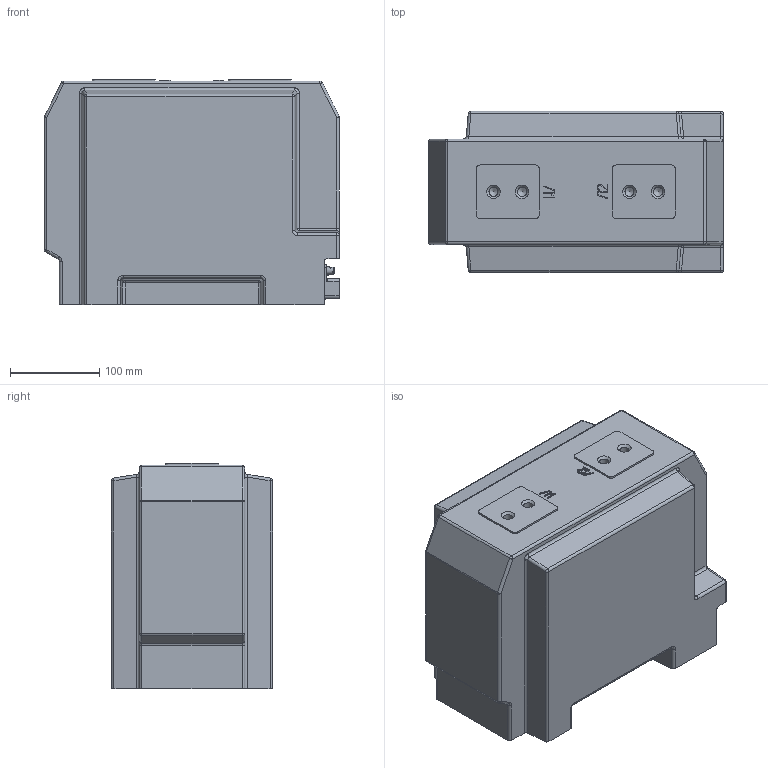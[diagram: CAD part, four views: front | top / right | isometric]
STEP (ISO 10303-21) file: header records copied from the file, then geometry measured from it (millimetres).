
FILE_DESCRIPTION(('STEP AP242'), '1');
FILE_NAME('ÒËÎ Ì9 ÀÑ 60õ70', '', ('UNSPECIFIED'), ('UNSPECIFIED'), 'ASCON STEP Converter 1.6', 'ASCON Math Kernel', '');
FILE_SCHEMA(('AP242_MANAGED_MODEL_BASED_3D_ENGINEERING_MIM_LF { 1 0 10303 442 1 1 4 }'));
Length unit declared in the file: millimetre
Products named in the file (11): Âòóëêà Ì6 âòîðè÷êà; Âòóëêà Ì5 ïîä êðûøêó; Âòóëêà êðåïåæ Ì12
Assembly tree (34 placements, depth 3):
  (unnamed)
    Âòóëêà Ì6 âòîðè÷êà  x10
    Âòóëêà Ì5 ïîä êðûøêó  x2
    Âòóëêà êðåïåæ Ì12  x4
    (unnamed)  x10
      (unnamed)
      (unnamed)
      (unnamed)
    (unnamed)  x2
    (unnamed)  x2
    (unnamed)
Bounding box: 330.5 x 180 x 252 mm (x, y, z)
Volume: 12857411.2 mm3; surface area: 408922.6 mm2
Topology: 51 solids, 51 shells, 2804 faces, 7409 edges, 4780 vertices
Faces by surface type: cylinder 1573, plane 919, cone 146, torus 120, bspline 25, sphere 21
Full cylindrical faces by diameter (mm): 1.25 x1, 2 x8, 2.25 x1, 2.5 x2, 3 x22, 4 x20, 4.134 x2, 4.2 x2, 4.917 x10, 5 x12, 5.5 x2, 6 x12, 6.4 x10, 7 x10, 8 x26, 9 x8, 10 x50, 10.106 x8, 10.2 x4, 12 x10, 13 x4, 15 x8, 17 x16
Entity records: 103682 total; most frequent: CARTESIAN_POINT 24683, DIRECTION 13237, ORIENTED_EDGE 12172, EDGE_CURVE 6086, AXIS2_PLACEMENT_3D 5030, VERTEX_POINT 4117, LINE 3177, VECTOR 3177
